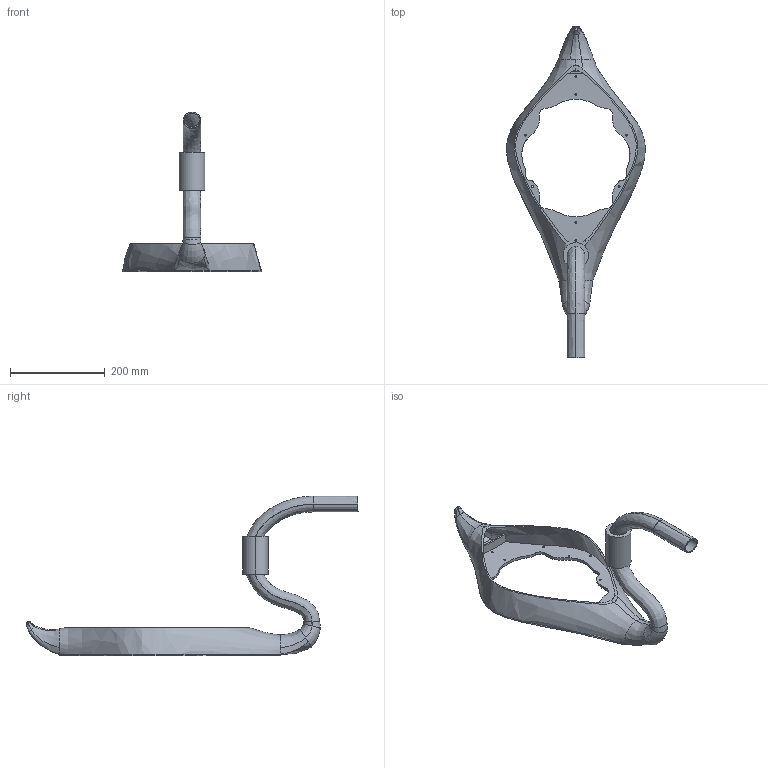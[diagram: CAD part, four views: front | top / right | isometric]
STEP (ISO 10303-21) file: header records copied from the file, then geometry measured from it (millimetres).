
FILE_DESCRIPTION(('CATIA V5 STEP Exchange'),'2;1');
FILE_NAME('SwanBottom.stp','2021-08-19T01:54:33+00:00',('none'),('none'),'CATIA Version 5 Release 21 GA (IN-10)','CATIA V5 STEP AP203','none');
FILE_SCHEMA(('CONFIG_CONTROL_DESIGN'));
Length unit declared in the file: millimetre
Products named in the file (1): Part1
Bounding box: 293.22 x 702.08 x 337.72 mm (x, y, z)
Volume: 812977.4 mm3; surface area: 405642.5 mm2
Topology: 1 solids, 1 shells, 252 faces, 688 edges, 446 vertices
Faces by surface type: bspline 106, cylinder 76, plane 53, extrusion 17
Entity records: 39305 total; most frequent: CARTESIAN_POINT 34035, ORIENTED_EDGE 1376, EDGE_CURVE 688, DIRECTION 527, VERTEX_POINT 446, B_SPLINE_CURVE_WITH_KNOTS 378, EDGE_LOOP 298, ADVANCED_FACE 252
